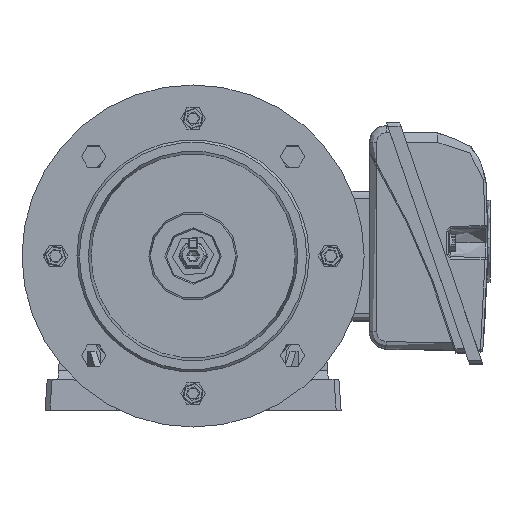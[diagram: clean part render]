
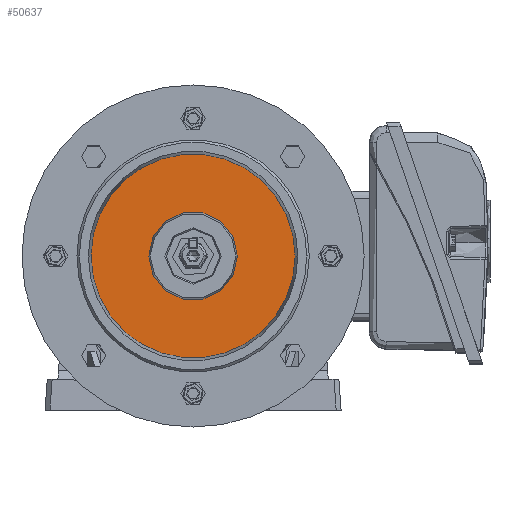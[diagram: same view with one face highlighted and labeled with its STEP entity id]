
A CAD part, top view. The second image highlights one B-rep face of the part: STEP entity #50637.
In plain terms, the highlighted face is planar.
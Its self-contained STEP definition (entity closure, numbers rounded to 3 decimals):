
#121 = VERTEX_POINT ( 'NONE', #24682 ) ;
#3594 = DIRECTION ( 'NONE',  ( 1., 0., 0. ) ) ;
#4233 = DIRECTION ( 'NONE',  ( 0., 0., 1. ) ) ;
#4605 = CARTESIAN_POINT ( 'NONE',  ( 0., 0., -3.501 ) ) ;
#4667 = CARTESIAN_POINT ( 'NONE',  ( 0., 0., -3.501 ) ) ;
#7614 = ORIENTED_EDGE ( 'NONE', *, *, #43570, .T. ) ;
#12556 = CARTESIAN_POINT ( 'NONE',  ( 18.117, 0., -3.501 ) ) ;
#12750 = ORIENTED_EDGE ( 'NONE', *, *, #19328, .T. ) ;
#15277 = EDGE_LOOP ( 'NONE', ( #12750, #7614 ) ) ;
#15471 = AXIS2_PLACEMENT_3D ( 'NONE', #4667, #52495, #53229 ) ;
#15530 = ORIENTED_EDGE ( 'NONE', *, *, #55756, .F. ) ;
#15657 = EDGE_LOOP ( 'NONE', ( #33133, #15530 ) ) ;
#19328 = EDGE_CURVE ( 'NONE', #20153, #50138, #32853, .T. ) ;
#20153 = VERTEX_POINT ( 'NONE', #12556 ) ;
#20764 = DIRECTION ( 'NONE',  ( 0., 0., 1. ) ) ;
#21418 = CARTESIAN_POINT ( 'NONE',  ( -18.117, 0., -3.501 ) ) ;
#21628 = DIRECTION ( 'NONE',  ( 0., 0., 1. ) ) ;
#21895 = CIRCLE ( 'NONE', #15471, 41.735 ) ;
#23552 = EDGE_CURVE ( 'NONE', #121, #45801, #21895, .T. ) ;
#23794 = CIRCLE ( 'NONE', #25585, 41.735 ) ;
#24682 = CARTESIAN_POINT ( 'NONE',  ( -41.735, 0., -3.501 ) ) ;
#25256 = CIRCLE ( 'NONE', #43444, 18.117 ) ;
#25374 = CARTESIAN_POINT ( 'NONE',  ( 0., 18.117, -3.501 ) ) ;
#25585 = AXIS2_PLACEMENT_3D ( 'NONE', #4605, #4233, #26225 ) ;
#26225 = DIRECTION ( 'NONE',  ( 1., 0., 0. ) ) ;
#26817 = FACE_BOUND ( 'NONE', #15277, .T. ) ;
#29631 = DIRECTION ( 'NONE',  ( 1., 0., 0. ) ) ;
#30117 = PLANE ( 'NONE',  #56149 ) ;
#32853 = CIRCLE ( 'NONE', #51609, 18.117 ) ;
#33133 = ORIENTED_EDGE ( 'NONE', *, *, #23552, .F. ) ;
#34406 = CARTESIAN_POINT ( 'NONE',  ( 0., 0., -3.501 ) ) ;
#35425 = CARTESIAN_POINT ( 'NONE',  ( 41.735, 0., -3.501 ) ) ;
#43444 = AXIS2_PLACEMENT_3D ( 'NONE', #55160, #46213, #50608 ) ;
#43570 = EDGE_CURVE ( 'NONE', #50138, #20153, #25256, .T. ) ;
#45801 = VERTEX_POINT ( 'NONE', #35425 ) ;
#46213 = DIRECTION ( 'NONE',  ( 0., 0., 1. ) ) ;
#50138 = VERTEX_POINT ( 'NONE', #21418 ) ;
#50608 = DIRECTION ( 'NONE',  ( 1., 0., 0. ) ) ;
#50637 = ADVANCED_FACE ( 'NONE', ( #50756, #26817 ), #30117, .F. ) ;
#50756 = FACE_OUTER_BOUND ( 'NONE', #15657, .T. ) ;
#51609 = AXIS2_PLACEMENT_3D ( 'NONE', #34406, #21628, #29631 ) ;
#52495 = DIRECTION ( 'NONE',  ( 0., 0., 1. ) ) ;
#53229 = DIRECTION ( 'NONE',  ( 1., 0., 0. ) ) ;
#55160 = CARTESIAN_POINT ( 'NONE',  ( 0., 0., -3.501 ) ) ;
#55756 = EDGE_CURVE ( 'NONE', #45801, #121, #23794, .T. ) ;
#56149 = AXIS2_PLACEMENT_3D ( 'NONE', #25374, #20764, #3594 ) ;
